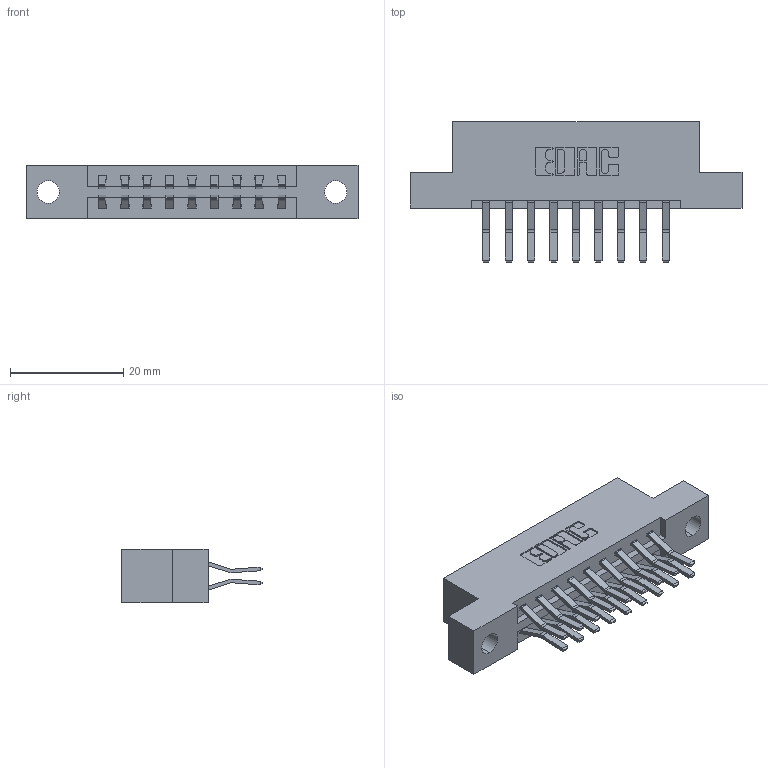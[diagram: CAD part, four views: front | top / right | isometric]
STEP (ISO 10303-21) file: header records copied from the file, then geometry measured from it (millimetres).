
FILE_DESCRIPTION (( 'STEP AP203' ), '1' );
FILE_NAME ('337-018-560-204.STEP', '2018-08-05T06:35:43', ( '' ), ( '' ), 'SwSTEP 2.0', 'SolidWorks 2016', '' );
FILE_SCHEMA (( 'CONFIG_CONTROL_DESIGN' ));
Length unit declared in the file: inch
Products named in the file (3): 337 Part_Flush Mounting Lugs - 0.156 Dia-TH; 345-292-001_560 Tail; 337-018-560-204
Assembly tree (19 placements, depth 2):
  337-018-560-204
    337 Part_Flush Mounting Lugs - 0.156 Dia-TH
    345-292-001_560 Tail  x18
Bounding box: 58.67 x 24.78 x 9.4 mm (x, y, z)
Volume: 5774.4 mm3; surface area: 6346.3 mm2
Topology: 19 solids, 19 shells, 1122 faces, 3317 edges, 2186 vertices
Faces by surface type: plane 754, cylinder 368
Entity records: 11337 total; most frequent: CARTESIAN_POINT 1938, ORIENTED_EDGE 1874, DIRECTION 1713, EDGE_CURVE 937, VECTOR 805, LINE 805, VERTEX_POINT 622, AXIS2_PLACEMENT_3D 454
